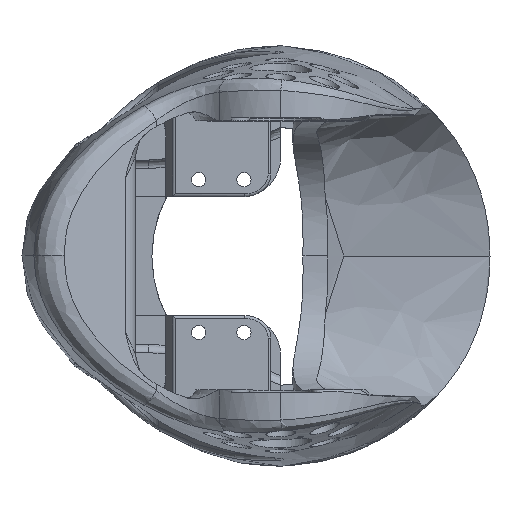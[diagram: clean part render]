
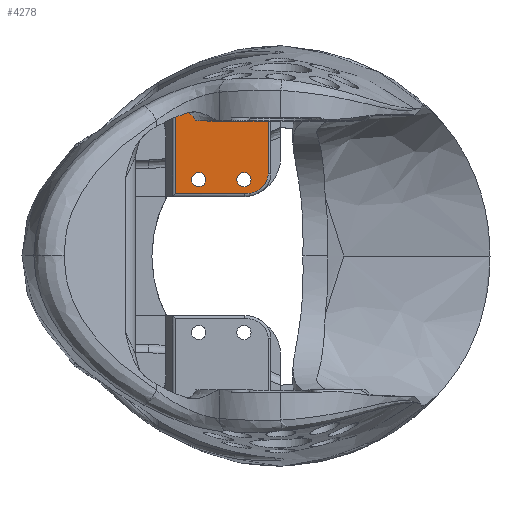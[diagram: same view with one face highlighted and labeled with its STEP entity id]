
A CAD part, top view. The second image highlights one B-rep face of the part: STEP entity #4278.
In plain terms, the highlighted planar face has unit normal (0, 0, 1).
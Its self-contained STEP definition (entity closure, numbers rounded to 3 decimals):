
#178=ELLIPSE('',#4552,4.095,3.5);
#266=B_SPLINE_CURVE_WITH_KNOTS('',3,(#8810,#8811,#8812,#8813,#8814,#8815),
 .UNSPECIFIED.,.F.,.F.,(4,2,4),(-1.935,-0.862,0.),
 .UNSPECIFIED.);
#540=FACE_BOUND('',#872,.T.);
#541=FACE_BOUND('',#873,.T.);
#607=FACE_OUTER_BOUND('',#871,.T.);
#871=EDGE_LOOP('',(#2903,#2904,#2905,#2906,#2907));
#872=EDGE_LOOP('',(#2908));
#873=EDGE_LOOP('',(#2909));
#1191=CIRCLE('',#4553,1.25);
#1192=CIRCLE('',#4554,1.25);
#1352=LINE('',#8817,#1539);
#1353=LINE('',#8819,#1540);
#1354=LINE('',#8822,#1541);
#1539=VECTOR('',#4920,1000.);
#1540=VECTOR('',#4921,1000.);
#1541=VECTOR('',#4924,1000.);
#1781=VERTEX_POINT('',#8808);
#1782=VERTEX_POINT('',#8809);
#1783=VERTEX_POINT('',#8816);
#1784=VERTEX_POINT('',#8818);
#1785=VERTEX_POINT('',#8820);
#1786=VERTEX_POINT('',#8823);
#1787=VERTEX_POINT('',#8825);
#2222=EDGE_CURVE('',#1781,#1782,#266,.T.);
#2223=EDGE_CURVE('',#1781,#1783,#1352,.T.);
#2224=EDGE_CURVE('',#1783,#1784,#1353,.F.);
#2225=EDGE_CURVE('',#1784,#1785,#178,.F.);
#2226=EDGE_CURVE('',#1785,#1782,#1354,.F.);
#2227=EDGE_CURVE('',#1786,#1786,#1191,.T.);
#2228=EDGE_CURVE('',#1787,#1787,#1192,.T.);
#2903=ORIENTED_EDGE('',*,*,#2222,.F.);
#2904=ORIENTED_EDGE('',*,*,#2223,.T.);
#2905=ORIENTED_EDGE('',*,*,#2224,.T.);
#2906=ORIENTED_EDGE('',*,*,#2225,.T.);
#2907=ORIENTED_EDGE('',*,*,#2226,.T.);
#2908=ORIENTED_EDGE('',*,*,#2227,.F.);
#2909=ORIENTED_EDGE('',*,*,#2228,.F.);
#4204=PLANE('',#4551);
#4278=ADVANCED_FACE('',(#607,#540,#541),#4204,.F.);
#4551=AXIS2_PLACEMENT_3D('',#8807,#4918,#4919);
#4552=AXIS2_PLACEMENT_3D('',#8821,#4922,#4923);
#4553=AXIS2_PLACEMENT_3D('',#8824,#4925,#4926);
#4554=AXIS2_PLACEMENT_3D('',#8826,#4927,#4928);
#4918=DIRECTION('center_axis',(0.,0.,-1.));
#4919=DIRECTION('ref_axis',(0.,1.,0.));
#4920=DIRECTION('',(-1.,0.,0.));
#4921=DIRECTION('',(0.,1.,0.));
#4922=DIRECTION('center_axis',(0.,0.,-1.));
#4923=DIRECTION('ref_axis',(0.,1.,0.));
#4924=DIRECTION('',(-1.,0.,0.));
#4925=DIRECTION('center_axis',(0.,0.,1.));
#4926=DIRECTION('ref_axis',(0.,-1.,0.));
#4927=DIRECTION('center_axis',(0.,0.,1.));
#4928=DIRECTION('ref_axis',(0.,-1.,0.));
#8807=CARTESIAN_POINT('Origin',(500000.,6.981,-60.));
#8808=CARTESIAN_POINT('',(27.898,18.606,-60.));
#8809=CARTESIAN_POINT('',(33.097,2.226,-60.));
#8810=CARTESIAN_POINT('Ctrl Pts',(27.898,18.606,-60.));
#8811=CARTESIAN_POINT('Ctrl Pts',(28.878,16.858,-60.));
#8812=CARTESIAN_POINT('Ctrl Pts',(30.255,14.151,-60.));
#8813=CARTESIAN_POINT('Ctrl Pts',(32.269,7.958,-60.));
#8814=CARTESIAN_POINT('Ctrl Pts',(32.882,5.09,-60.));
#8815=CARTESIAN_POINT('Ctrl Pts',(33.097,2.226,-60.));
#8816=CARTESIAN_POINT('',(11.,18.606,-60.));
#8817=CARTESIAN_POINT('',(500000.,18.606,-60.));
#8818=CARTESIAN_POINT('',(11.,6.321,-60.));
#8819=CARTESIAN_POINT('',(11.,6.017,-60.));
#8820=CARTESIAN_POINT('',(14.5,2.226,-60.));
#8821=CARTESIAN_POINT('Origin',(14.5,6.321,-60.));
#8822=CARTESIAN_POINT('',(500000.,2.226,-60.));
#8823=CARTESIAN_POINT('',(13.5,15.75,-60.));
#8824=CARTESIAN_POINT('Origin',(13.5,14.5,-60.));
#8825=CARTESIAN_POINT('',(13.5,7.75,-60.));
#8826=CARTESIAN_POINT('Origin',(13.5,6.5,-60.));
